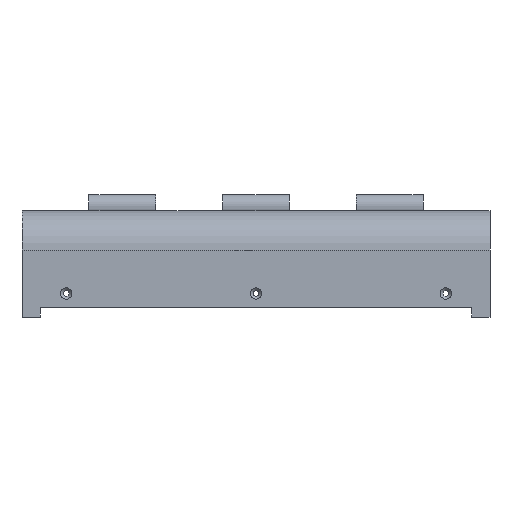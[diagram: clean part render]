
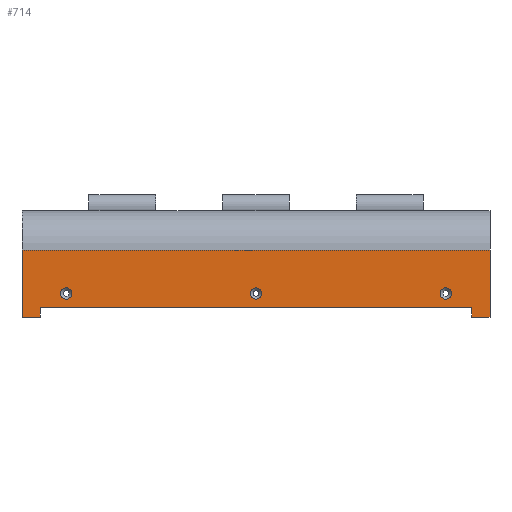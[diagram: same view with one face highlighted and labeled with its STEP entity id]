
A CAD part, top view. The second image highlights one B-rep face of the part: STEP entity #714.
In plain terms, the highlighted planar face has unit normal (0, 0, 1).
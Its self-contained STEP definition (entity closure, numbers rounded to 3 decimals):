
#23=FACE_BOUND('',#134,.T.);
#24=FACE_BOUND('',#135,.T.);
#25=FACE_BOUND('',#136,.T.);
#57=CIRCLE('',#772,2.9);
#59=CIRCLE('',#775,2.9);
#60=CIRCLE('',#776,2.9);
#94=FACE_OUTER_BOUND('',#133,.T.);
#133=EDGE_LOOP('',(#530,#531,#532,#533,#534,#535,#536,#537));
#134=EDGE_LOOP('',(#538));
#135=EDGE_LOOP('',(#539));
#136=EDGE_LOOP('',(#540));
#193=LINE('',#1101,#262);
#210=LINE('',#1141,#279);
#211=LINE('',#1142,#280);
#212=LINE('',#1144,#281);
#213=LINE('',#1146,#282);
#214=LINE('',#1148,#283);
#215=LINE('',#1150,#284);
#216=LINE('',#1151,#285);
#262=VECTOR('',#869,10.);
#279=VECTOR('',#902,10.);
#280=VECTOR('',#903,10.);
#281=VECTOR('',#904,10.);
#282=VECTOR('',#905,10.);
#283=VECTOR('',#906,10.);
#284=VECTOR('',#907,10.);
#285=VECTOR('',#908,10.);
#332=VERTEX_POINT('',#1098);
#333=VERTEX_POINT('',#1100);
#345=VERTEX_POINT('',#1133);
#347=VERTEX_POINT('',#1139);
#348=VERTEX_POINT('',#1140);
#349=VERTEX_POINT('',#1143);
#350=VERTEX_POINT('',#1145);
#351=VERTEX_POINT('',#1147);
#352=VERTEX_POINT('',#1149);
#353=VERTEX_POINT('',#1152);
#354=VERTEX_POINT('',#1154);
#398=EDGE_CURVE('',#332,#333,#193,.T.);
#416=EDGE_CURVE('',#345,#345,#57,.T.);
#419=EDGE_CURVE('',#347,#348,#210,.T.);
#420=EDGE_CURVE('',#333,#348,#211,.T.);
#421=EDGE_CURVE('',#349,#332,#212,.T.);
#422=EDGE_CURVE('',#350,#349,#213,.T.);
#423=EDGE_CURVE('',#351,#350,#214,.T.);
#424=EDGE_CURVE('',#351,#352,#215,.T.);
#425=EDGE_CURVE('',#352,#347,#216,.T.);
#426=EDGE_CURVE('',#353,#353,#59,.T.);
#427=EDGE_CURVE('',#354,#354,#60,.T.);
#530=ORIENTED_EDGE('',*,*,#419,.T.);
#531=ORIENTED_EDGE('',*,*,#420,.F.);
#532=ORIENTED_EDGE('',*,*,#398,.F.);
#533=ORIENTED_EDGE('',*,*,#421,.F.);
#534=ORIENTED_EDGE('',*,*,#422,.F.);
#535=ORIENTED_EDGE('',*,*,#423,.F.);
#536=ORIENTED_EDGE('',*,*,#424,.T.);
#537=ORIENTED_EDGE('',*,*,#425,.T.);
#538=ORIENTED_EDGE('',*,*,#426,.F.);
#539=ORIENTED_EDGE('',*,*,#427,.F.);
#540=ORIENTED_EDGE('',*,*,#416,.F.);
#691=PLANE('',#774);
#714=ADVANCED_FACE('',(#94,#23,#24,#25),#691,.T.);
#772=AXIS2_PLACEMENT_3D('',#1134,#895,#896);
#774=AXIS2_PLACEMENT_3D('',#1138,#900,#901);
#775=AXIS2_PLACEMENT_3D('',#1153,#909,#910);
#776=AXIS2_PLACEMENT_3D('',#1155,#911,#912);
#869=DIRECTION('',(0.,-1.,0.));
#895=DIRECTION('center_axis',(0.,0.,1.));
#896=DIRECTION('ref_axis',(-1.,0.,0.));
#900=DIRECTION('center_axis',(0.,0.,1.));
#901=DIRECTION('ref_axis',(-1.,0.,0.));
#902=DIRECTION('',(0.,-1.,0.));
#903=DIRECTION('',(-1.,0.,0.));
#904=DIRECTION('',(1.,0.,0.));
#905=DIRECTION('',(0.,1.,0.));
#906=DIRECTION('',(-1.,0.,0.));
#907=DIRECTION('',(0.,1.,0.));
#908=DIRECTION('',(1.,0.,0.));
#909=DIRECTION('center_axis',(0.,0.,1.));
#910=DIRECTION('ref_axis',(-1.,0.,0.));
#911=DIRECTION('center_axis',(0.,0.,1.));
#912=DIRECTION('ref_axis',(-1.,0.,0.));
#1098=CARTESIAN_POINT('',(293.3,115.,64.));
#1100=CARTESIAN_POINT('',(293.3,81.,64.));
#1101=CARTESIAN_POINT('',(293.3,128.25,64.));
#1133=CARTESIAN_POINT('',(273.9,93.,64.));
#1134=CARTESIAN_POINT('Origin',(271.,93.,64.));
#1138=CARTESIAN_POINT('Origin',(175.,67.5,64.));
#1139=CARTESIAN_POINT('',(284.,86.,64.));
#1140=CARTESIAN_POINT('',(284.,81.,64.));
#1141=CARTESIAN_POINT('',(284.,76.75,64.));
#1142=CARTESIAN_POINT('',(234.15,81.,64.));
#1143=CARTESIAN_POINT('',(56.7,115.,64.));
#1144=CARTESIAN_POINT('',(250.,115.,64.));
#1145=CARTESIAN_POINT('',(56.7,81.,64.));
#1146=CARTESIAN_POINT('',(56.7,74.25,64.));
#1147=CARTESIAN_POINT('',(66.,81.,64.));
#1148=CARTESIAN_POINT('',(234.15,81.,64.));
#1149=CARTESIAN_POINT('',(66.,86.,64.));
#1150=CARTESIAN_POINT('',(66.,74.25,64.));
#1151=CARTESIAN_POINT('',(120.5,86.,64.));
#1152=CARTESIAN_POINT('',(177.9,93.,64.));
#1153=CARTESIAN_POINT('Origin',(175.,93.,64.));
#1154=CARTESIAN_POINT('',(81.9,93.,64.));
#1155=CARTESIAN_POINT('Origin',(79.,93.,64.));
